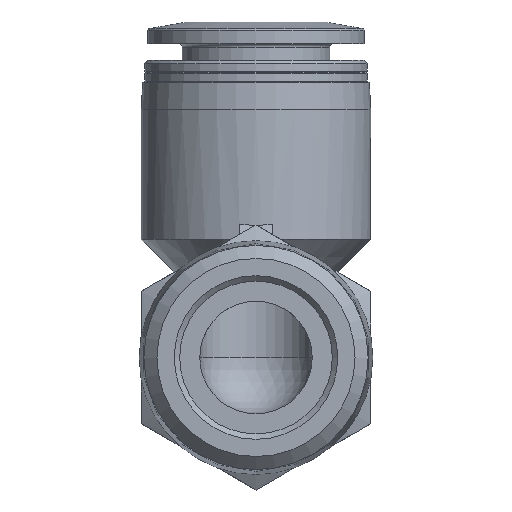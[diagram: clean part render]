
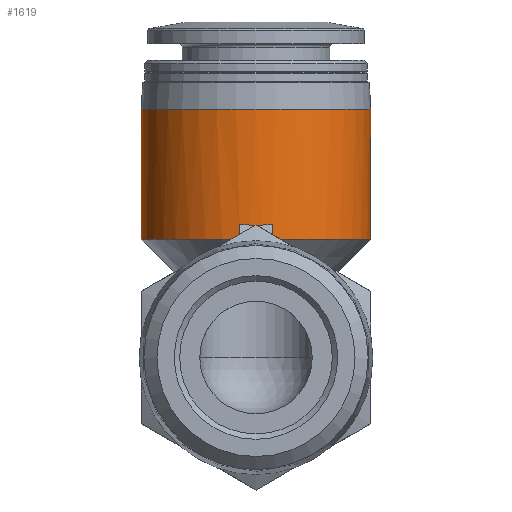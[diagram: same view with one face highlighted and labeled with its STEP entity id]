
A CAD part, front view. The second image highlights one B-rep face of the part: STEP entity #1619.
In plain terms, the highlighted cylindrical face has radius 10.5 mm (diameter 21 mm), a full revolution.
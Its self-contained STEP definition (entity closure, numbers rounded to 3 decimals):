
#48=LINE('',#2261,#84);
#49=LINE('',#2265,#85);
#84=VECTOR('',#1879,1000.);
#85=VECTOR('',#1882,1000.);
#216=CIRCLE('',#1713,10.5);
#217=CIRCLE('',#1715,10.5);
#295=ORIENTED_EDGE('',*,*,#603,.F.);
#296=ORIENTED_EDGE('',*,*,#604,.T.);
#297=ORIENTED_EDGE('',*,*,#605,.F.);
#298=ORIENTED_EDGE('',*,*,#606,.F.);
#299=ORIENTED_EDGE('',*,*,#607,.T.);
#603=EDGE_CURVE('',#753,#754,#216,.T.);
#604=EDGE_CURVE('',#753,#755,#48,.F.);
#605=EDGE_CURVE('',#756,#755,#837,.T.);
#606=EDGE_CURVE('',#754,#756,#49,.F.);
#607=EDGE_CURVE('',#757,#757,#217,.T.);
#753=VERTEX_POINT('',#2259);
#754=VERTEX_POINT('',#2260);
#755=VERTEX_POINT('',#2262);
#756=VERTEX_POINT('',#2264);
#757=VERTEX_POINT('',#2267);
#837=ELLIPSE('',#1714,14.849,10.5);
#847=EDGE_LOOP('',(#295,#296,#297,#298));
#848=EDGE_LOOP('',(#299));
#954=FACE_BOUND('',#847,.T.);
#955=FACE_BOUND('',#848,.T.);
#1054=CYLINDRICAL_SURFACE('',#1712,10.5);
#1619=ADVANCED_FACE('',(#954,#955),#1054,.T.);
#1712=AXIS2_PLACEMENT_3D('',#2257,#1875,#1876);
#1713=AXIS2_PLACEMENT_3D('',#2258,#1877,#1878);
#1714=AXIS2_PLACEMENT_3D('',#2263,#1880,#1881);
#1715=AXIS2_PLACEMENT_3D('',#2266,#1883,#1884);
#1875=DIRECTION('',(0.,0.,-1.));
#1876=DIRECTION('',(-1.,0.,0.));
#1877=DIRECTION('',(0.,0.,-1.));
#1878=DIRECTION('',(-1.,0.,0.));
#1879=DIRECTION('',(0.,0.,-1.));
#1880=DIRECTION('',(0.,0.707,-0.707));
#1881=DIRECTION('',(0.,-0.707,-0.707));
#1882=DIRECTION('',(0.,0.,-1.));
#1883=DIRECTION('',(0.,0.,-1.));
#1884=DIRECTION('',(-1.,0.,0.));
#2257=CARTESIAN_POINT('',(0.,21.5,0.));
#2258=CARTESIAN_POINT('',(0.,21.5,10.8));
#2259=CARTESIAN_POINT('',(-1.5,11.108,10.8));
#2260=CARTESIAN_POINT('',(1.5,11.108,10.8));
#2261=CARTESIAN_POINT('',(-1.5,11.108,0.));
#2262=CARTESIAN_POINT('',(-1.5,11.108,12.208));
#2263=CARTESIAN_POINT('',(0.,21.5,22.6));
#2264=CARTESIAN_POINT('',(1.5,11.108,12.208));
#2265=CARTESIAN_POINT('',(1.5,11.108,0.));
#2266=CARTESIAN_POINT('',(0.,21.5,22.7));
#2267=CARTESIAN_POINT('',(-10.5,21.5,22.7));
